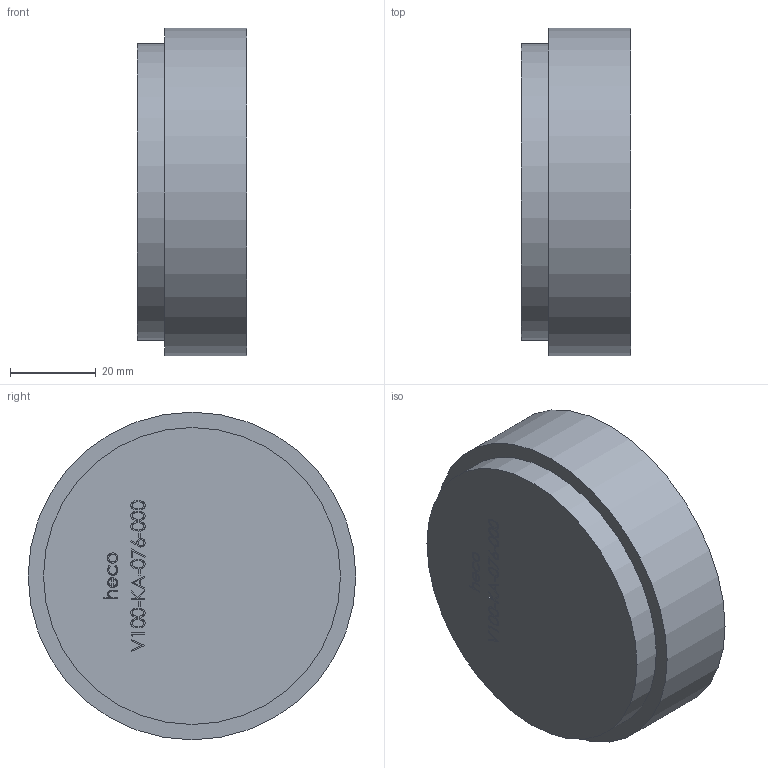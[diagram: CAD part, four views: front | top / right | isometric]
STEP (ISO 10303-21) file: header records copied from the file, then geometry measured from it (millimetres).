
FILE_DESCRIPTION (( 'STEP AP214' ), '1' );
FILE_NAME ('V100-KA-076-000-x Typ E496 DN65 212 Ø76,1 1812.STEP', '2018-12-19T09:15:17', ( '' ), ( '' ), 'SwSTEP 2.0', 'SolidWorks 2016', '' );
FILE_SCHEMA (( 'AUTOMOTIVE_DESIGN' ));
Length unit declared in the file: inch
Products named in the file (1): V100-KA-076-000-x Typ E496 DN65 212 Ø76,1 1812
Bounding box: 25.43 x 76.2 x 76.2 mm (x, y, z)
Volume: 77434.6 mm3; surface area: 17176.5 mm2
Topology: 1 solids, 1 shells, 203 faces, 510 edges, 340 vertices
Faces by surface type: plane 102, bspline 98, cylinder 3
Full cylindrical faces by diameter (mm): 62.992 x1, 69.088 x1, 76.2 x1
Entity records: 14933 total; most frequent: CARTESIAN_POINT 8277, ORIENTED_EDGE 1014, DIRECTION 529, EDGE_CURVE 507, VERTEX_POINT 340, VECTOR 305, LINE 305, EDGE_LOOP 237
